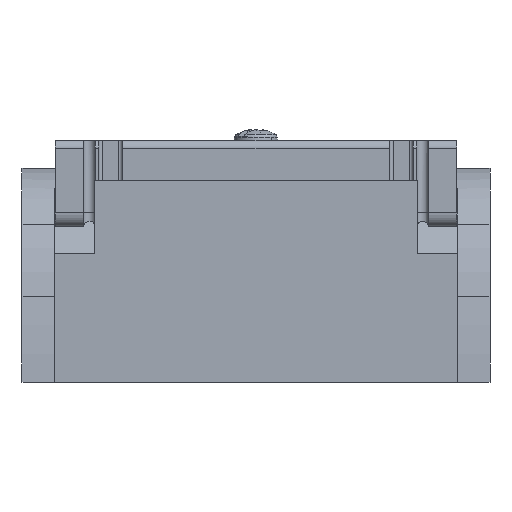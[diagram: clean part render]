
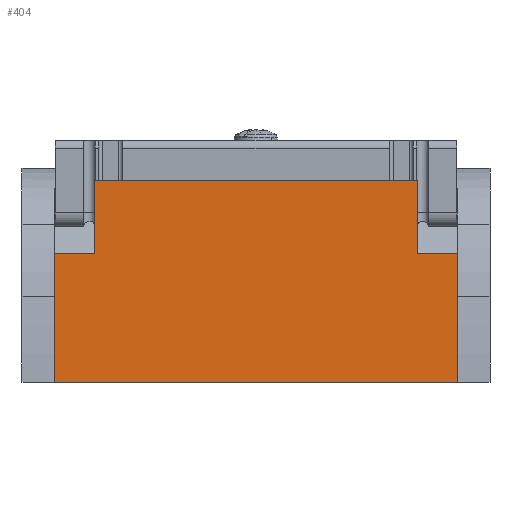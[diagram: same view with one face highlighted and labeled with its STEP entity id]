
A CAD part, front view. The second image highlights one B-rep face of the part: STEP entity #404.
In plain terms, the highlighted planar face has unit normal (0, -1, 0).
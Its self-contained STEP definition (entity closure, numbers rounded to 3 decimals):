
#404=ADVANCED_FACE('',(#1154),#1155,.T.);
#1154=FACE_OUTER_BOUND('',#1922,.T.);
#1155=PLANE('',#1923);
#1922=EDGE_LOOP('',(#4843,#4844,#4845,#4846,#4847,#4848,#4849,#4850));
#1923=AXIS2_PLACEMENT_3D('',#4851,#4852,#4853);
#4843=ORIENTED_EDGE('',*,*,#5887,.T.);
#4844=ORIENTED_EDGE('',*,*,#5890,.F.);
#4845=ORIENTED_EDGE('',*,*,#5630,.T.);
#4846=ORIENTED_EDGE('',*,*,#5657,.T.);
#4847=ORIENTED_EDGE('',*,*,#5896,.T.);
#4848=ORIENTED_EDGE('',*,*,#5891,.T.);
#4849=ORIENTED_EDGE('',*,*,#5859,.T.);
#4850=ORIENTED_EDGE('',*,*,#5889,.T.);
#4851=CARTESIAN_POINT('',(-12.5,-51.,0.0));
#4852=DIRECTION('',(0.0,-1.0,0.0));
#4853=DIRECTION('',(1.0,0.0,0.0));
#5630=EDGE_CURVE('',#6966,#6984,#6986,.T.);
#5657=EDGE_CURVE('',#6984,#7028,#7030,.T.);
#5859=EDGE_CURVE('',#7356,#7354,#7357,.T.);
#5887=EDGE_CURVE('',#7406,#7404,#7407,.T.);
#5889=EDGE_CURVE('',#7354,#7406,#7409,.T.);
#5890=EDGE_CURVE('',#6966,#7404,#7410,.T.);
#5891=EDGE_CURVE('',#7411,#7356,#7412,.T.);
#5896=EDGE_CURVE('',#7028,#7411,#7418,.T.);
#6966=VERTEX_POINT('',#11335);
#6984=VERTEX_POINT('',#11359);
#6986=LINE('',#11362,#11363);
#7028=VERTEX_POINT('',#11419);
#7030=LINE('',#11422,#11423);
#7354=VERTEX_POINT('',#11949);
#7356=VERTEX_POINT('',#11952);
#7357=LINE('',#11953,#11954);
#7404=VERTEX_POINT('',#12020);
#7406=VERTEX_POINT('',#12023);
#7407=LINE('',#12024,#12025);
#7409=LINE('',#12028,#12029);
#7410=LINE('',#12030,#12031);
#7411=VERTEX_POINT('',#12032);
#7412=LINE('',#12033,#12034);
#7418=LINE('',#12044,#12045);
#11335=CARTESIAN_POINT('',(-25.,-51.,0.0));
#11359=CARTESIAN_POINT('',(25.,-51.,0.0));
#11362=CARTESIAN_POINT('',(-25.,-51.,0.0));
#11363=VECTOR('',#13365,1.0);
#11419=CARTESIAN_POINT('',(25.,-51.,15.99));
#11422=CARTESIAN_POINT('',(25.,-51.,0.0));
#11423=VECTOR('',#13414,1.0);
#11949=CARTESIAN_POINT('',(-20.0,-51.,25.0));
#11952=CARTESIAN_POINT('',(20.0,-51.,25.0));
#11953=CARTESIAN_POINT('',(25.,-51.,25.0));
#11954=VECTOR('',#13735,1.0);
#12020=CARTESIAN_POINT('',(-25.,-51.,15.99));
#12023=CARTESIAN_POINT('',(-20.0,-51.,15.99));
#12024=CARTESIAN_POINT('',(-19.5,-51.,15.99));
#12025=VECTOR('',#13777,1.0);
#12028=CARTESIAN_POINT('',(-20.0,-51.,11.872));
#12029=VECTOR('',#13779,1.0);
#12030=CARTESIAN_POINT('',(-25.,-51.,0.0));
#12031=VECTOR('',#13780,1.0);
#12032=CARTESIAN_POINT('',(20.0,-51.,15.99));
#12033=CARTESIAN_POINT('',(20.0,-51.,11.872));
#12034=VECTOR('',#13781,1.0);
#12044=CARTESIAN_POINT('',(3.75,-51.,15.99));
#12045=VECTOR('',#13786,1.0);
#13365=DIRECTION('',(1.0,0.0,0.0));
#13414=DIRECTION('',(0.0,0.0,1.0));
#13735=DIRECTION('',(-1.0,0.0,0.0));
#13777=DIRECTION('',(-1.0,-0.0,0.));
#13779=DIRECTION('',(0.,0.0,-1.0));
#13780=DIRECTION('',(0.0,0.0,1.0));
#13781=DIRECTION('',(0.,0.0,1.0));
#13786=DIRECTION('',(-1.0,-0.0,0.));
